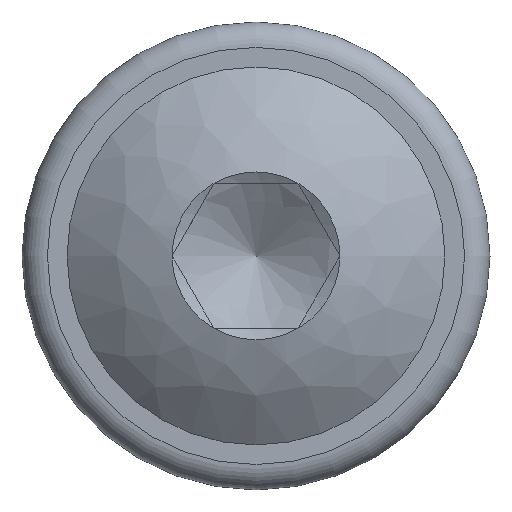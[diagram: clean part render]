
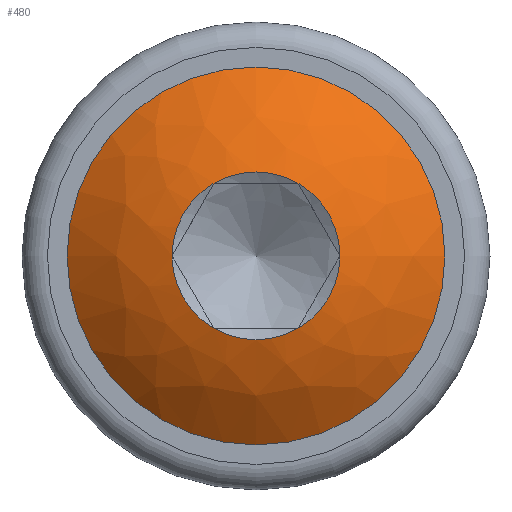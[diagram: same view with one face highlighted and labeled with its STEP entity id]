
A CAD part, top view. The second image highlights one B-rep face of the part: STEP entity #480.
In plain terms, the highlighted free-form (B-spline) face has degree [2, 2] with [3, 9] control points.
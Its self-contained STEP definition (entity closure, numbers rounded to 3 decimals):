
#34=(
BOUNDED_SURFACE()
B_SPLINE_SURFACE(2,2,((#4370,#4371,#4372,#4373,#4374,#4375,#4376,#4377,
#4378),(#4379,#4380,#4381,#4382,#4383,#4384,#4385,#4386,#4387),(#4388,#4389,
#4390,#4391,#4392,#4393,#4394,#4395,#4396)),.UNSPECIFIED.,.F.,.T.,.F.)
B_SPLINE_SURFACE_WITH_KNOTS((3,3),(3,2,2,2,3),(-1.289,-0.838),
(-3.142,-1.571,0.,1.571,3.142),
 .UNSPECIFIED.)
GEOMETRIC_REPRESENTATION_ITEM()
RATIONAL_B_SPLINE_SURFACE(((1.,0.707,1.,0.707,1.,
0.707,1.,0.707,1.),(0.975,0.689,
0.975,0.689,0.975,0.689,
0.975,0.689,0.975),(1.,0.707,
1.,0.707,1.,0.707,1.,0.707,1.)))
REPRESENTATION_ITEM('')
SURFACE()
);
#71=FACE_OUTER_BOUND('',#105,.T.);
#105=EDGE_LOOP('',(#396,#397,#398,#399,#400,#401,#402,#403,#404));
#127=CIRCLE('',#528,2.6);
#128=CIRCLE('',#529,3.7);
#129=CIRCLE('',#530,1.155);
#130=CIRCLE('',#531,1.155);
#131=CIRCLE('',#532,1.155);
#132=CIRCLE('',#533,1.155);
#133=CIRCLE('',#534,1.155);
#134=CIRCLE('',#535,1.155);
#226=VERTEX_POINT('',#4368);
#227=VERTEX_POINT('',#4397);
#228=VERTEX_POINT('',#4399);
#229=VERTEX_POINT('',#4401);
#230=VERTEX_POINT('',#4403);
#231=VERTEX_POINT('',#4405);
#232=VERTEX_POINT('',#4407);
#285=EDGE_CURVE('',#226,#226,#127,.T.);
#286=EDGE_CURVE('',#226,#227,#128,.T.);
#287=EDGE_CURVE('',#228,#227,#129,.T.);
#288=EDGE_CURVE('',#229,#228,#130,.T.);
#289=EDGE_CURVE('',#230,#229,#131,.T.);
#290=EDGE_CURVE('',#231,#230,#132,.T.);
#291=EDGE_CURVE('',#232,#231,#133,.T.);
#292=EDGE_CURVE('',#227,#232,#134,.T.);
#396=ORIENTED_EDGE('',*,*,#285,.F.);
#397=ORIENTED_EDGE('',*,*,#286,.T.);
#398=ORIENTED_EDGE('',*,*,#287,.F.);
#399=ORIENTED_EDGE('',*,*,#288,.F.);
#400=ORIENTED_EDGE('',*,*,#289,.F.);
#401=ORIENTED_EDGE('',*,*,#290,.F.);
#402=ORIENTED_EDGE('',*,*,#291,.F.);
#403=ORIENTED_EDGE('',*,*,#292,.F.);
#404=ORIENTED_EDGE('',*,*,#286,.F.);
#480=ADVANCED_FACE('',(#71),#34,.F.);
#528=AXIS2_PLACEMENT_3D('',#4369,#598,#599);
#529=AXIS2_PLACEMENT_3D('',#4398,#600,#601);
#530=AXIS2_PLACEMENT_3D('',#4400,#602,#603);
#531=AXIS2_PLACEMENT_3D('',#4402,#604,#605);
#532=AXIS2_PLACEMENT_3D('',#4404,#606,#607);
#533=AXIS2_PLACEMENT_3D('',#4406,#608,#609);
#534=AXIS2_PLACEMENT_3D('',#4408,#610,#611);
#535=AXIS2_PLACEMENT_3D('',#4409,#612,#613);
#598=DIRECTION('center_axis',(0.,0.,
-1.));
#599=DIRECTION('ref_axis',(-1.,0.,0.));
#600=DIRECTION('center_axis',(0.,-1.,0.));
#601=DIRECTION('ref_axis',(1.,0.,0.));
#602=DIRECTION('center_axis',(0.,0.,1.));
#603=DIRECTION('ref_axis',(1.,0.,0.));
#604=DIRECTION('center_axis',(0.,0.,1.));
#605=DIRECTION('ref_axis',(-0.5,-0.866,0.));
#606=DIRECTION('center_axis',(0.,0.,1.));
#607=DIRECTION('ref_axis',(1.,0.,0.));
#608=DIRECTION('center_axis',(0.,0.,1.));
#609=DIRECTION('ref_axis',(1.,0.,0.));
#610=DIRECTION('center_axis',(0.,0.,1.));
#611=DIRECTION('ref_axis',(0.5,0.866,0.));
#612=DIRECTION('center_axis',(0.,0.,1.));
#613=DIRECTION('ref_axis',(1.,0.,0.));
#4368=CARTESIAN_POINT('',(2.6,0.,0.7));
#4369=CARTESIAN_POINT('Origin',(0.,0.,
0.7));
#4370=CARTESIAN_POINT('Ctrl Pts',(1.155,0.,
1.504));
#4371=CARTESIAN_POINT('Ctrl Pts',(1.155,-1.155,1.504));
#4372=CARTESIAN_POINT('Ctrl Pts',(0.,-1.155,
1.504));
#4373=CARTESIAN_POINT('Ctrl Pts',(-1.155,-1.155,1.504));
#4374=CARTESIAN_POINT('Ctrl Pts',(-1.155,0.,
1.504));
#4375=CARTESIAN_POINT('Ctrl Pts',(-1.155,1.155,1.504));
#4376=CARTESIAN_POINT('Ctrl Pts',(0.,1.155,
1.504));
#4377=CARTESIAN_POINT('Ctrl Pts',(1.155,1.155,1.504));
#4378=CARTESIAN_POINT('Ctrl Pts',(1.155,0.,
1.504));
#4379=CARTESIAN_POINT('Ctrl Pts',(1.969,0.,
1.268));
#4380=CARTESIAN_POINT('Ctrl Pts',(1.969,-1.969,1.268));
#4381=CARTESIAN_POINT('Ctrl Pts',(0.,-1.969,
1.268));
#4382=CARTESIAN_POINT('Ctrl Pts',(-1.969,-1.969,1.268));
#4383=CARTESIAN_POINT('Ctrl Pts',(-1.969,0.,
1.268));
#4384=CARTESIAN_POINT('Ctrl Pts',(-1.969,1.969,1.268));
#4385=CARTESIAN_POINT('Ctrl Pts',(0.,1.969,
1.268));
#4386=CARTESIAN_POINT('Ctrl Pts',(1.969,1.969,1.268));
#4387=CARTESIAN_POINT('Ctrl Pts',(1.969,0.,
1.268));
#4388=CARTESIAN_POINT('Ctrl Pts',(2.6,0.,
0.7));
#4389=CARTESIAN_POINT('Ctrl Pts',(2.6,-2.6,0.7));
#4390=CARTESIAN_POINT('Ctrl Pts',(0.,-2.6,
0.7));
#4391=CARTESIAN_POINT('Ctrl Pts',(-2.6,-2.6,0.7));
#4392=CARTESIAN_POINT('Ctrl Pts',(-2.6,0.,
0.7));
#4393=CARTESIAN_POINT('Ctrl Pts',(-2.6,2.6,0.7));
#4394=CARTESIAN_POINT('Ctrl Pts',(0.,2.6,
0.7));
#4395=CARTESIAN_POINT('Ctrl Pts',(2.6,2.6,0.7));
#4396=CARTESIAN_POINT('Ctrl Pts',(2.6,0.,
0.7));
#4397=CARTESIAN_POINT('',(1.155,0.,1.504));
#4398=CARTESIAN_POINT('Origin',(0.125,0.,
-2.05));
#4399=CARTESIAN_POINT('',(0.577,-1.,1.504));
#4400=CARTESIAN_POINT('Origin',(0.,0.,
1.504));
#4401=CARTESIAN_POINT('',(-0.577,-1.,1.504));
#4402=CARTESIAN_POINT('Origin',(0.,0.,1.504));
#4403=CARTESIAN_POINT('',(-1.155,0.,1.504));
#4404=CARTESIAN_POINT('Origin',(0.,0.,
1.504));
#4405=CARTESIAN_POINT('',(-0.577,1.,1.504));
#4406=CARTESIAN_POINT('Origin',(0.,0.,
1.504));
#4407=CARTESIAN_POINT('',(0.577,1.,1.504));
#4408=CARTESIAN_POINT('Origin',(0.,0.,1.504));
#4409=CARTESIAN_POINT('Origin',(0.,0.,
1.504));
